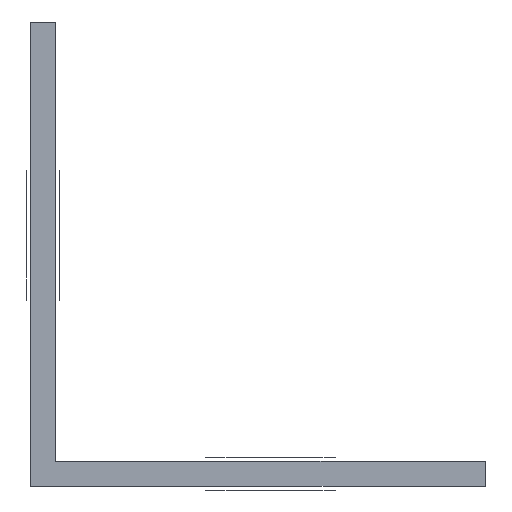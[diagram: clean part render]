
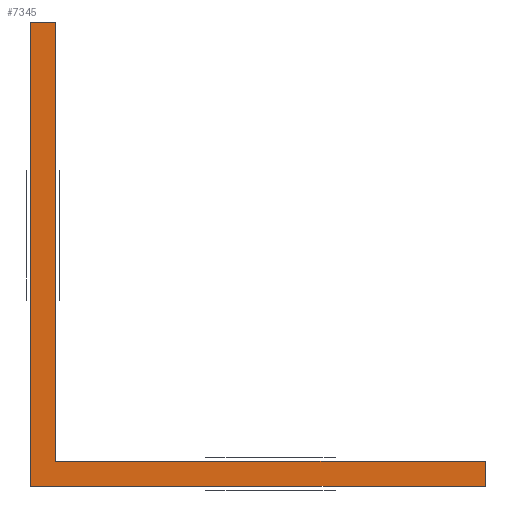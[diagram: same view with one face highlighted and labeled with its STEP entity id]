
A CAD part, left-side view. The second image highlights one B-rep face of the part: STEP entity #7345.
In plain terms, the highlighted planar face has unit normal (-1, 0, 0).
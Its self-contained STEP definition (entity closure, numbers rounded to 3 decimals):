
#1519=FACE_OUTER_BOUND('',#1827,.T.);
#1827=EDGE_LOOP('',(#5810,#5811,#5812,#5813,#5814,#5815));
#2135=LINE('',#11005,#2753);
#2136=LINE('',#11008,#2754);
#2139=LINE('',#11014,#2757);
#2142=LINE('',#11021,#2760);
#2143=LINE('',#11022,#2761);
#2144=LINE('',#11023,#2762);
#2753=VECTOR('',#8567,1.);
#2754=VECTOR('',#8570,1.);
#2757=VECTOR('',#8575,1.);
#2760=VECTOR('',#8580,1.);
#2761=VECTOR('',#8581,1.);
#2762=VECTOR('',#8582,1.);
#3369=VERTEX_POINT('',#10999);
#3371=VERTEX_POINT('',#11003);
#3372=VERTEX_POINT('',#11007);
#3374=VERTEX_POINT('',#11013);
#3376=VERTEX_POINT('',#11019);
#3377=VERTEX_POINT('',#11020);
#4583=EDGE_CURVE('',#3369,#3371,#2135,.T.);
#4584=EDGE_CURVE('',#3371,#3372,#2136,.T.);
#4587=EDGE_CURVE('',#3369,#3374,#2139,.T.);
#4590=EDGE_CURVE('',#3376,#3377,#2142,.T.);
#4591=EDGE_CURVE('',#3374,#3376,#2143,.T.);
#4592=EDGE_CURVE('',#3377,#3372,#2144,.T.);
#5810=ORIENTED_EDGE('',*,*,#4590,.F.);
#5811=ORIENTED_EDGE('',*,*,#4591,.F.);
#5812=ORIENTED_EDGE('',*,*,#4587,.F.);
#5813=ORIENTED_EDGE('',*,*,#4583,.T.);
#5814=ORIENTED_EDGE('',*,*,#4584,.T.);
#5815=ORIENTED_EDGE('',*,*,#4592,.F.);
#7037=PLANE('',#7655);
#7345=ADVANCED_FACE('',(#1519),#7037,.F.);
#7655=AXIS2_PLACEMENT_3D('',#11018,#8578,#8579);
#8567=DIRECTION('',(0.,0.,1.));
#8570=DIRECTION('',(0.,1.,0.));
#8575=DIRECTION('',(0.,-1.,0.));
#8578=DIRECTION('center_axis',(1.,0.,0.));
#8579=DIRECTION('ref_axis',(0.,0.,-1.));
#8580=DIRECTION('',(0.,1.,0.));
#8581=DIRECTION('',(0.,0.,-1.));
#8582=DIRECTION('',(0.,0.,1.));
#10999=CARTESIAN_POINT('',(0.,23.232,1.361));
#11003=CARTESIAN_POINT('',(0.,23.232,25.011));
#11005=CARTESIAN_POINT('',(0.,23.232,0.011));
#11007=CARTESIAN_POINT('',(0.,24.582,25.011));
#11008=CARTESIAN_POINT('',(0.,23.232,25.011));
#11013=CARTESIAN_POINT('',(0.,0.082,1.361));
#11014=CARTESIAN_POINT('',(0.,24.582,1.361));
#11018=CARTESIAN_POINT('Origin',(0.,12.332,0.686));
#11019=CARTESIAN_POINT('',(0.,0.082,0.011));
#11020=CARTESIAN_POINT('',(0.,24.582,0.011));
#11021=CARTESIAN_POINT('',(0.,0.082,0.011));
#11022=CARTESIAN_POINT('',(0.,0.082,1.361));
#11023=CARTESIAN_POINT('',(0.,24.582,0.011));
